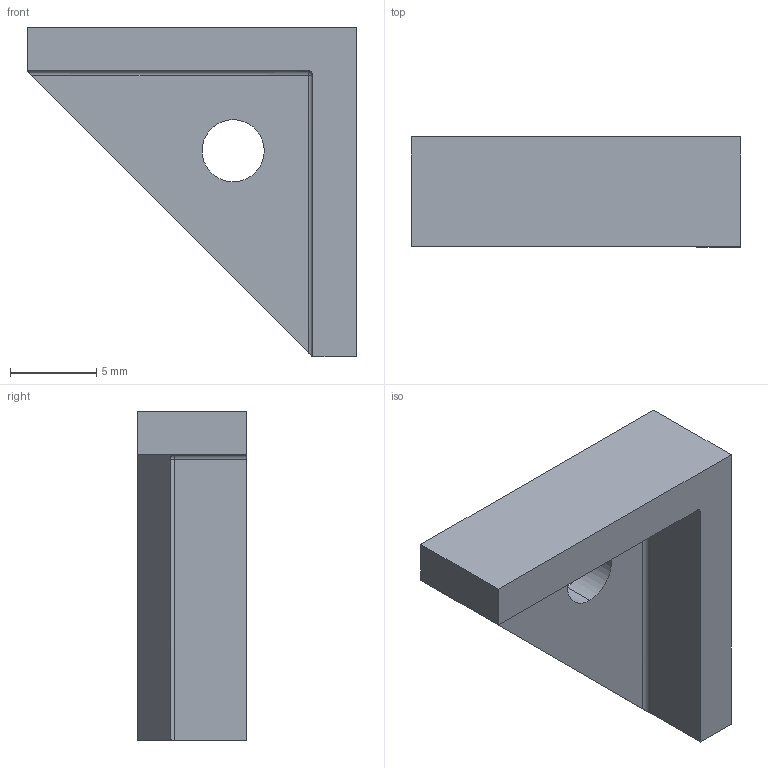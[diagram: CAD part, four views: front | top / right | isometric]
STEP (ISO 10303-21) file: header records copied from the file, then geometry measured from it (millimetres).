
FILE_DESCRIPTION (( 'STEP AP214' ), '1' );
FILE_NAME ('BedClip.STEP', '2021-11-04T21:43:49', ( '' ), ( '' ), 'SwSTEP 2.0', 'SolidWorks 2021', '' );
FILE_SCHEMA (( 'AUTOMOTIVE_DESIGN' ));
Length unit declared in the file: inch
Products named in the file (1): BedClip
Bounding box: 19.07 x 6.35 x 19.11 mm (x, y, z)
Volume: 816.6 mm3; surface area: 920 mm2
Topology: 1 solids, 1 shells, 39 faces, 98 edges, 63 vertices
Faces by surface type: plane 29, cylinder 5, bspline 4, sphere 1
Entity records: 1483 total; most frequent: CARTESIAN_POINT 550, ORIENTED_EDGE 194, DIRECTION 159, EDGE_CURVE 97, LINE 71, VECTOR 71, VERTEX_POINT 63, EDGE_LOOP 44
